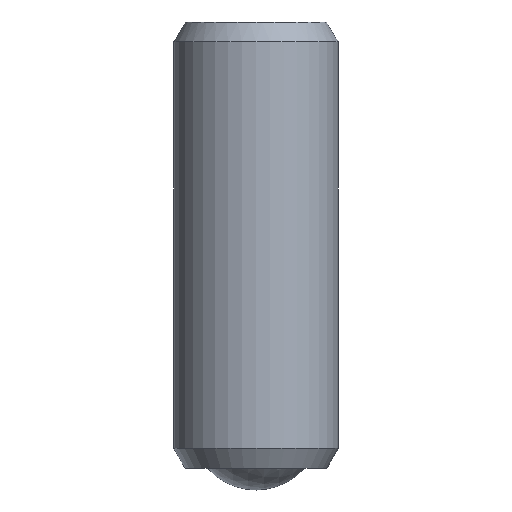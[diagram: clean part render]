
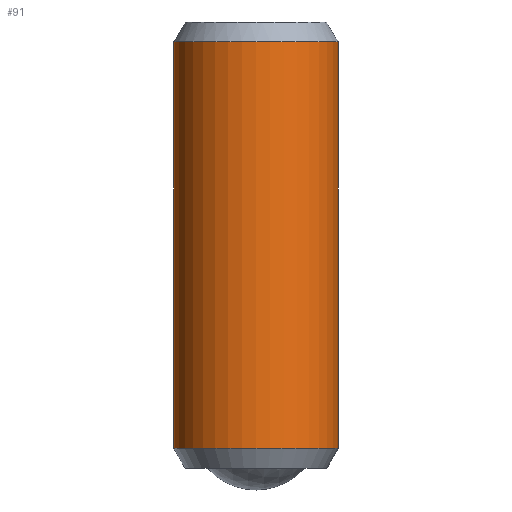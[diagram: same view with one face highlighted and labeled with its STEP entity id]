
A CAD part, front view. The second image highlights one B-rep face of the part: STEP entity #91.
In plain terms, the highlighted cylindrical face has radius 2.415 mm (diameter 4.83 mm), a partial arc.
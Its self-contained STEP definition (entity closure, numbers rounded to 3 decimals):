
#87=EDGE_CURVE('',#141,#137,#230,.T.);
#91=ADVANCED_FACE('',(#234),#235,.T.);
#93=EDGE_CURVE('',#155,#141,#237,.T.);
#95=EDGE_CURVE('',#159,#137,#239,.T.);
#137=VERTEX_POINT('',#287);
#141=VERTEX_POINT('',#291);
#155=VERTEX_POINT('',#309);
#159=VERTEX_POINT('',#313);
#207=EDGE_CURVE('',#159,#155,#365,.T.);
#230=LINE('',#379,#380);
#234=FACE_OUTER_BOUND('',#385,.T.);
#235=CYLINDRICAL_SURFACE('',#386,2.415);
#237=CIRCLE('',#389,2.415);
#239=CIRCLE('',#392,2.415);
#287=CARTESIAN_POINT('',(2.415,0.,13.16));
#291=CARTESIAN_POINT('',(2.415,0.,1.22));
#309=CARTESIAN_POINT('',(-2.415,0.,1.22));
#313=CARTESIAN_POINT('',(-2.415,0.,13.16));
#365=LINE('',#585,#586);
#379=CARTESIAN_POINT('',(2.415,0.,7.19));
#380=VECTOR('',#595,1.0);
#385=EDGE_LOOP('',(#600,#601,#602,#603));
#386=AXIS2_PLACEMENT_3D('',#604,#605,#606);
#389=AXIS2_PLACEMENT_3D('',#607,#608,#609);
#392=AXIS2_PLACEMENT_3D('',#610,#611,#612);
#585=CARTESIAN_POINT('',(-2.415,0.,7.19));
#586=VECTOR('',#764,1.0);
#595=DIRECTION('',(0.,0.0,1.0));
#600=ORIENTED_EDGE('',*,*,#87,.T.);
#601=ORIENTED_EDGE('',*,*,#95,.F.);
#602=ORIENTED_EDGE('',*,*,#207,.T.);
#603=ORIENTED_EDGE('',*,*,#93,.T.);
#604=CARTESIAN_POINT('',(0.,0.0,7.19));
#605=DIRECTION('',(0.,-0.0,-1.0));
#606=DIRECTION('',(1.0,0.,0.));
#607=CARTESIAN_POINT('',(0.,0.0,1.22));
#608=DIRECTION('',(0.,0.0,1.0));
#609=DIRECTION('',(1.0,0.,0.));
#610=CARTESIAN_POINT('',(0.,0.0,13.16));
#611=DIRECTION('',(0.,0.0,1.0));
#612=DIRECTION('',(1.0,0.,0.));
#764=DIRECTION('',(0.,-0.0,-1.0));
